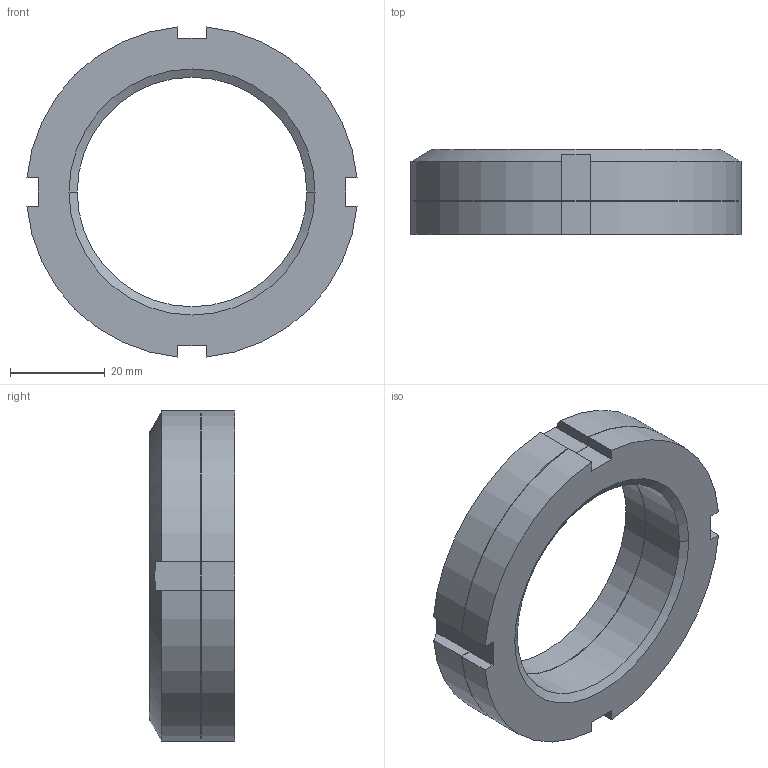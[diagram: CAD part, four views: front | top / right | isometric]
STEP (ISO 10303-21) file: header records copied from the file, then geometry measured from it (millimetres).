
FILE_DESCRIPTION((''),'2;1');
FILE_NAME('1RTHN0504____0','2019-10-29T15:32:02',('kim.bk'),(''),'CREO PARAMETRIC BY PTC INC, 2019010','CREO PARAMETRIC BY PTC INC, 2019010','');
FILE_SCHEMA(('CONFIG_CONTROL_DESIGN'));
Length unit declared in the file: millimetre
Products named in the file (1): 1RTHN0504____0
Bounding box: 69.74 x 18 x 69.74 mm (x, y, z)
Volume: 33352 mm3; surface area: 15338 mm2
Topology: 2 solids, 2 shells, 399 faces, 1124 edges, 748 vertices
Faces by surface type: plane 377, cylinder 12, cone 10
Entity records: 12704 total; most frequent: CARTESIAN_POINT 2315, ORIENTED_EDGE 2248, DIRECTION 1946, EDGE_CURVE 1124, VECTOR 1072, LINE 1072, VERTEX_POINT 748, AXIS2_PLACEMENT_3D 437
